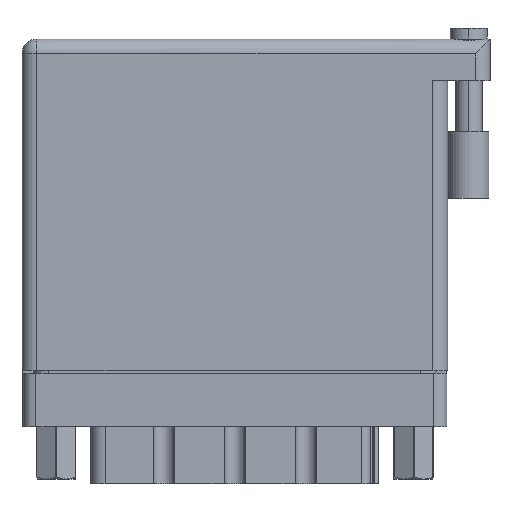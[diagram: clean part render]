
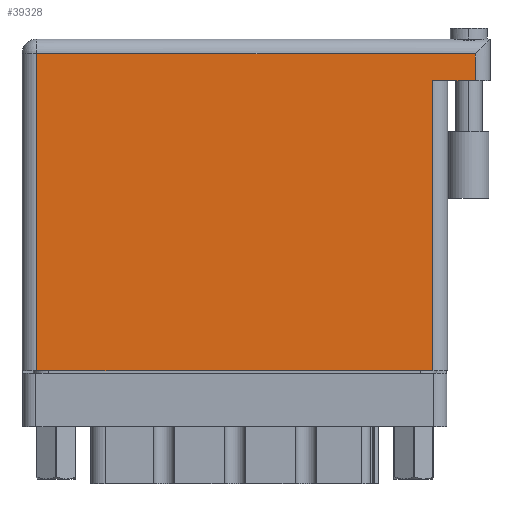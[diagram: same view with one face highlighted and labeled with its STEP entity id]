
A CAD part, front view. The second image highlights one B-rep face of the part: STEP entity #39328.
In plain terms, the highlighted face is planar.
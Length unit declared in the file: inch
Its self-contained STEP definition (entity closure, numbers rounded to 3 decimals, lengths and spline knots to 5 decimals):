
#473 = CARTESIAN_POINT ( 'NONE',  ( 0., 1.566, 0. ) ) ;
#3203 = VECTOR ( 'NONE', #38554, 39.37008 ) ;
#4313 = DIRECTION ( 'NONE',  ( 0., 0., -1. ) ) ;
#8465 = ORIENTED_EDGE ( 'NONE', *, *, #28489, .T. ) ;
#9523 = VECTOR ( 'NONE', #15672, 39.37008 ) ;
#9569 = VECTOR ( 'NONE', #29775, 39.37008 ) ;
#10914 = VERTEX_POINT ( 'NONE', #18565 ) ;
#11068 = VERTEX_POINT ( 'NONE', #20412 ) ;
#11473 = EDGE_CURVE ( 'NONE', #38099, #43261, #48332, .T. ) ;
#11482 = CARTESIAN_POINT ( 'NONE',  ( 1.938, 1.369, 0. ) ) ;
#13314 = CARTESIAN_POINT ( 'NONE',  ( 1.938, 1.369, 0. ) ) ;
#13968 = DIRECTION ( 'NONE',  ( 0., 1., 0. ) ) ;
#14180 = AXIS2_PLACEMENT_3D ( 'NONE', #473, #4313, #35061 ) ;
#14876 = LINE ( 'NONE', #33146, #35902 ) ;
#15672 = DIRECTION ( 'NONE',  ( -1., 0., 0. ) ) ;
#17034 = ORIENTED_EDGE ( 'NONE', *, *, #21607, .T. ) ;
#18565 = CARTESIAN_POINT ( 'NONE',  ( 2.138, 1.369, 0. ) ) ;
#18809 = VECTOR ( 'NONE', #48738, 39.37008 ) ;
#20412 = CARTESIAN_POINT ( 'NONE',  ( 1.938, 0., 0. ) ) ;
#21607 = EDGE_CURVE ( 'NONE', #11068, #49072, #41104, .T. ) ;
#21817 = LINE ( 'NONE', #34837, #23624 ) ;
#23348 = LINE ( 'NONE', #35501, #9523 ) ;
#23463 = PLANE ( 'NONE',  #14180 ) ;
#23624 = VECTOR ( 'NONE', #46060, 39.37008 ) ;
#24808 = EDGE_LOOP ( 'NONE', ( #8465, #17034, #33524, #34045, #32303, #24868 ) ) ;
#24823 = EDGE_CURVE ( 'NONE', #10914, #49072, #23348, .T. ) ;
#24868 = ORIENTED_EDGE ( 'NONE', *, *, #11473, .T. ) ;
#26657 = CARTESIAN_POINT ( 'NONE',  ( 2.138, 1.496, 0. ) ) ;
#28489 = EDGE_CURVE ( 'NONE', #43261, #11068, #21817, .T. ) ;
#29748 = CARTESIAN_POINT ( 'NONE',  ( 0.07, 0., 0. ) ) ;
#29775 = DIRECTION ( 'NONE',  ( -1., 0., 0. ) ) ;
#31662 = EDGE_CURVE ( 'NONE', #39050, #38099, #42634, .T. ) ;
#32303 = ORIENTED_EDGE ( 'NONE', *, *, #31662, .T. ) ;
#33146 = CARTESIAN_POINT ( 'NONE',  ( 2.138, 1.566, 0. ) ) ;
#33524 = ORIENTED_EDGE ( 'NONE', *, *, #24823, .F. ) ;
#33885 = CARTESIAN_POINT ( 'NONE',  ( 0.07, 0., 0. ) ) ;
#34045 = ORIENTED_EDGE ( 'NONE', *, *, #48867, .T. ) ;
#34837 = CARTESIAN_POINT ( 'NONE',  ( 0., 0., 0. ) ) ;
#35061 = DIRECTION ( 'NONE',  ( -1., 0., 0. ) ) ;
#35501 = CARTESIAN_POINT ( 'NONE',  ( 2.208, 1.369, 0. ) ) ;
#35902 = VECTOR ( 'NONE', #13968, 39.37008 ) ;
#38099 = VERTEX_POINT ( 'NONE', #44518 ) ;
#38554 = DIRECTION ( 'NONE',  ( 0., 1., 0. ) ) ;
#39050 = VERTEX_POINT ( 'NONE', #26657 ) ;
#39328 = ADVANCED_FACE ( 'NONE', ( #48232 ), #23463, .F. ) ;
#41104 = LINE ( 'NONE', #11482, #3203 ) ;
#41215 = CARTESIAN_POINT ( 'NONE',  ( 0., 1.496, 0. ) ) ;
#42634 = LINE ( 'NONE', #41215, #9569 ) ;
#43261 = VERTEX_POINT ( 'NONE', #33885 ) ;
#44518 = CARTESIAN_POINT ( 'NONE',  ( 0.07, 1.496, 0. ) ) ;
#46060 = DIRECTION ( 'NONE',  ( 1., 0., 0. ) ) ;
#48232 = FACE_OUTER_BOUND ( 'NONE', #24808, .T. ) ;
#48332 = LINE ( 'NONE', #29748, #18809 ) ;
#48738 = DIRECTION ( 'NONE',  ( 0., -1., 0. ) ) ;
#48867 = EDGE_CURVE ( 'NONE', #10914, #39050, #14876, .T. ) ;
#49072 = VERTEX_POINT ( 'NONE', #13314 ) ;
